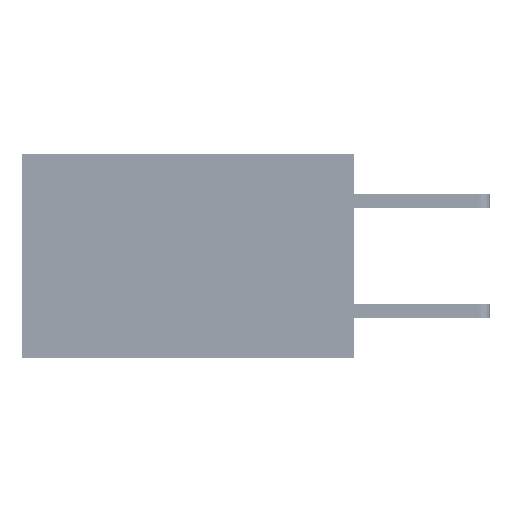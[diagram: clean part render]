
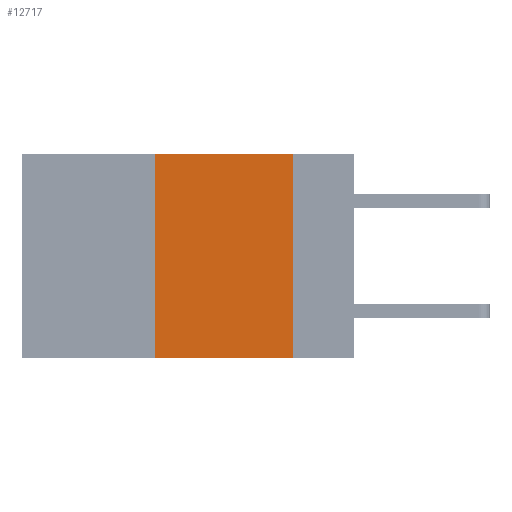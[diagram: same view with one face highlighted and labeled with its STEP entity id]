
A CAD part, left-side view. The second image highlights one B-rep face of the part: STEP entity #12717.
In plain terms, the highlighted planar face has unit normal (-1, 0, 0).
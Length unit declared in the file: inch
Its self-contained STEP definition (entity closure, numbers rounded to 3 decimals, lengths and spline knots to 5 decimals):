
#236 = VECTOR ( 'NONE', #16180, 39.37008 ) ;
#1132 = DIRECTION ( 'NONE',  ( 0., 0., -1. ) ) ;
#1385 = LINE ( 'NONE', #29627, #236 ) ;
#4466 = CARTESIAN_POINT ( 'NONE',  ( 0., 0.6, 0. ) ) ;
#4757 = ORIENTED_EDGE ( 'NONE', *, *, #32867, .F. ) ;
#5860 = AXIS2_PLACEMENT_3D ( 'NONE', #4466, #7829, #31194 ) ;
#7829 = DIRECTION ( 'NONE',  ( 1., 0., 0. ) ) ;
#9150 = CARTESIAN_POINT ( 'NONE',  ( 0., 0.36, -0.37 ) ) ;
#9161 = EDGE_CURVE ( 'NONE', #43731, #13592, #28898, .T. ) ;
#11182 = ORIENTED_EDGE ( 'NONE', *, *, #28389, .T. ) ;
#12579 = LINE ( 'NONE', #24077, #13662 ) ;
#12717 = ADVANCED_FACE ( 'NONE', ( #40017 ), #13916, .F. ) ;
#13592 = VERTEX_POINT ( 'NONE', #20720 ) ;
#13654 = EDGE_CURVE ( 'NONE', #37749, #43731, #12579, .T. ) ;
#13662 = VECTOR ( 'NONE', #16629, 39.37008 ) ;
#13916 = PLANE ( 'NONE',  #5860 ) ;
#16180 = DIRECTION ( 'NONE',  ( 0., 0., 1. ) ) ;
#16629 = DIRECTION ( 'NONE',  ( 0., -1., 0. ) ) ;
#20705 = CARTESIAN_POINT ( 'NONE',  ( 0., 0.36, 0. ) ) ;
#20720 = CARTESIAN_POINT ( 'NONE',  ( 0., 0.11, -0.37 ) ) ;
#24077 = CARTESIAN_POINT ( 'NONE',  ( 0., 0.6, 0. ) ) ;
#25195 = CARTESIAN_POINT ( 'NONE',  ( 0., 0.6, -0.37 ) ) ;
#25415 = CARTESIAN_POINT ( 'NONE',  ( 0., 0.11, 0. ) ) ;
#27215 = LINE ( 'NONE', #25195, #35396 ) ;
#28389 = EDGE_CURVE ( 'NONE', #38613, #13592, #27215, .T. ) ;
#28898 = LINE ( 'NONE', #25415, #43651 ) ;
#29627 = CARTESIAN_POINT ( 'NONE',  ( 0., 0.36, 0. ) ) ;
#31194 = DIRECTION ( 'NONE',  ( 0., 0., -1. ) ) ;
#32867 = EDGE_CURVE ( 'NONE', #38613, #37749, #1385, .T. ) ;
#33059 = ORIENTED_EDGE ( 'NONE', *, *, #9161, .F. ) ;
#33254 = CARTESIAN_POINT ( 'NONE',  ( 0., 0.11, 0. ) ) ;
#35396 = VECTOR ( 'NONE', #39394, 39.37008 ) ;
#37619 = ORIENTED_EDGE ( 'NONE', *, *, #13654, .F. ) ;
#37749 = VERTEX_POINT ( 'NONE', #20705 ) ;
#38613 = VERTEX_POINT ( 'NONE', #9150 ) ;
#39394 = DIRECTION ( 'NONE',  ( 0., -1., 0. ) ) ;
#40017 = FACE_OUTER_BOUND ( 'NONE', #43878, .T. ) ;
#43651 = VECTOR ( 'NONE', #1132, 39.37008 ) ;
#43731 = VERTEX_POINT ( 'NONE', #33254 ) ;
#43878 = EDGE_LOOP ( 'NONE', ( #33059, #37619, #4757, #11182 ) ) ;
